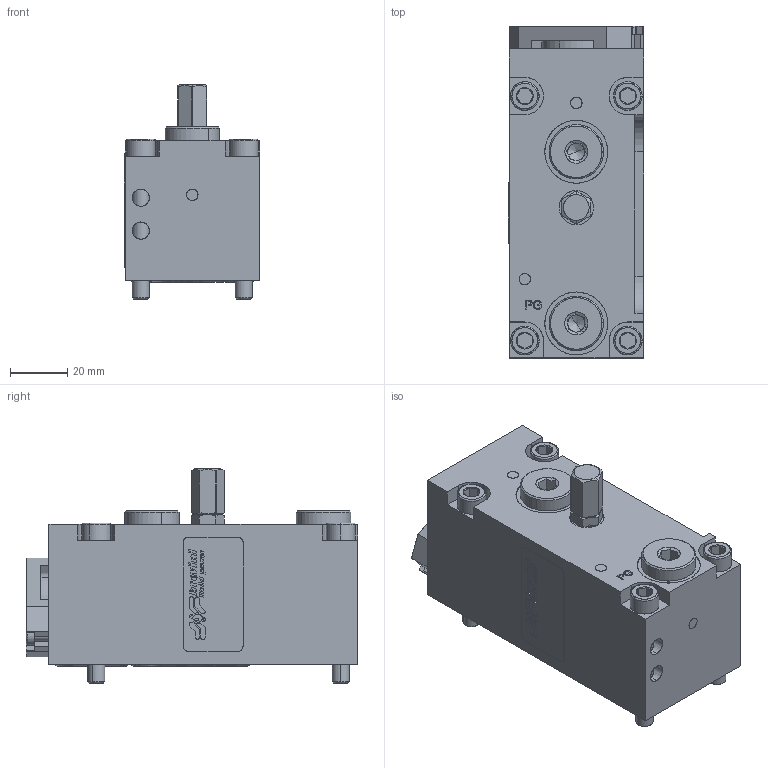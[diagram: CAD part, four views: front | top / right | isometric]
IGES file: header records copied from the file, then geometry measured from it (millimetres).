
Start section: SolidWorks IGES file using analytic representation for surfaces
Global section: file name: MSPH004107060.igs; native system: SolidWorks 2014; preprocessor: SolidWorks 2014; author: serviziopdm; date: 150430.140744; units: millimetre
Bounding box: 47.2 x 116 x 74.97 mm (x, y, z)
Surface area: 68349.2 mm2 (no closed solid volume)
Topology: 0 solids, 0 shells, 1448 faces, 18995 edges, 18959 vertices
Faces by surface type: bspline 802, revolution 646
